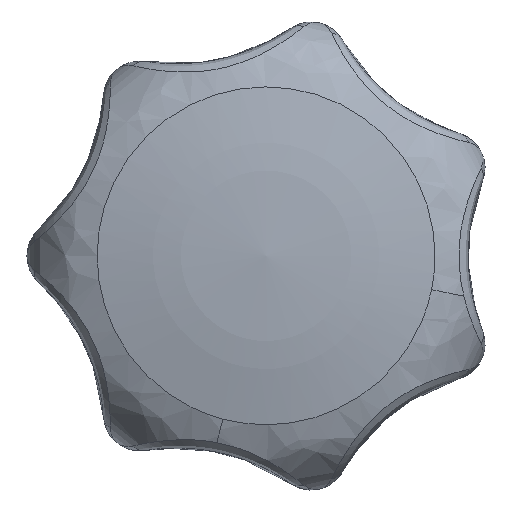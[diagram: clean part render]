
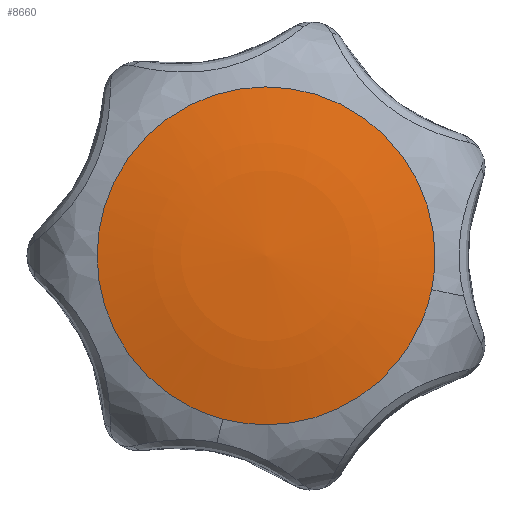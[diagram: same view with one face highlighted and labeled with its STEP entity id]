
A CAD part, top view. The second image highlights one B-rep face of the part: STEP entity #8660.
In plain terms, the highlighted free-form (B-spline) face has degree [2, 2] with [4, 4] control points.
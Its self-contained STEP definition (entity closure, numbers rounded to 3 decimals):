
#2218=CARTESIAN_POINT('',(-14.13,0.0,24.445));
#2219=VERTEX_POINT('',#2218);
#2220=CARTESIAN_POINT('',(-3.609,-13.662,24.445));
#2221=VERTEX_POINT('',#2220);
#2222=CARTESIAN_POINT('',(-14.13,0.0,24.445));
#2223=CARTESIAN_POINT('',(-14.13,-10.882,24.445));
#2224=CARTESIAN_POINT('',(-3.609,-13.662,24.445));
#2232=(BOUNDED_CURVE()B_SPLINE_CURVE(2,(#2222,#2223,#2224),.UNSPECIFIED.,.F.,.U.)B_SPLINE_CURVE_WITH_KNOTS((3,3),(0.0,0.206),.UNSPECIFIED.)CURVE()GEOMETRIC_REPRESENTATION_ITEM()RATIONAL_B_SPLINE_CURVE((1.0,0.758,0.916))REPRESENTATION_ITEM(''));
#2233=EDGE_CURVE('',#2219,#2221,#2232,.T.);
#2235=CARTESIAN_POINT('',(14.13,0.0,24.445));
#2236=VERTEX_POINT('',#2235);
#2237=CARTESIAN_POINT('',(14.13,0.0,24.445));
#2238=CARTESIAN_POINT('',(14.13,14.13,24.445));
#2239=CARTESIAN_POINT('',(0.0,14.13,24.445));
#2240=CARTESIAN_POINT('',(-14.13,14.13,24.445));
#2241=CARTESIAN_POINT('',(-14.13,0.0,24.445));
#2249=(BOUNDED_CURVE()B_SPLINE_CURVE(2,(#2237,#2238,#2239,#2240,#2241),.UNSPECIFIED.,.F.,.U.)B_SPLINE_CURVE_WITH_KNOTS((3,2,3),(0.5,0.75,1.0),.UNSPECIFIED.)CURVE()GEOMETRIC_REPRESENTATION_ITEM()RATIONAL_B_SPLINE_CURVE((1.0,0.707,1.0,0.707,1.0))REPRESENTATION_ITEM(''));
#2250=EDGE_CURVE('',#2236,#2219,#2249,.T.);
#2252=CARTESIAN_POINT('',(13.846,-2.822,24.445));
#2253=VERTEX_POINT('',#2252);
#2254=CARTESIAN_POINT('',(13.846,-2.822,24.445));
#2255=CARTESIAN_POINT('',(14.13,-1.425,24.445));
#2256=CARTESIAN_POINT('',(14.13,0.0,24.445));
#2264=(BOUNDED_CURVE()B_SPLINE_CURVE(2,(#2254,#2255,#2256),.UNSPECIFIED.,.F.,.U.)B_SPLINE_CURVE_WITH_KNOTS((3,3),(0.466,0.5),.UNSPECIFIED.)CURVE()GEOMETRIC_REPRESENTATION_ITEM()RATIONAL_B_SPLINE_CURVE((0.931,0.96,1.0))REPRESENTATION_ITEM(''));
#2265=EDGE_CURVE('',#2253,#2236,#2264,.T.);
#2870=CARTESIAN_POINT('',(-3.609,-13.662,24.445));
#2871=CARTESIAN_POINT('',(-1.835,-14.13,24.445));
#2872=CARTESIAN_POINT('',(0.0,-14.13,24.445));
#2873=CARTESIAN_POINT('',(11.541,-14.13,24.445));
#2874=CARTESIAN_POINT('',(13.846,-2.822,24.445));
#2882=(BOUNDED_CURVE()B_SPLINE_CURVE(2,(#2870,#2871,#2872,#2873,#2874),.UNSPECIFIED.,.F.,.U.)B_SPLINE_CURVE_WITH_KNOTS((3,2,3),(0.206,0.25,0.466),.UNSPECIFIED.)CURVE()GEOMETRIC_REPRESENTATION_ITEM()RATIONAL_B_SPLINE_CURVE((0.916,0.949,1.0,0.747,0.931))REPRESENTATION_ITEM(''));
#2883=EDGE_CURVE('',#2221,#2253,#2882,.T.);
#8630=CARTESIAN_POINT('',(-15.283,-15.281,22.302));
#8631=CARTESIAN_POINT('',(-7.752,-15.502,24.124));
#8632=CARTESIAN_POINT('',(7.752,-15.502,24.124));
#8633=CARTESIAN_POINT('',(15.283,-15.281,22.302));
#8634=CARTESIAN_POINT('',(-15.503,-7.751,24.124));
#8635=CARTESIAN_POINT('',(-7.865,-7.864,26.));
#8636=CARTESIAN_POINT('',(7.865,-7.864,26.));
#8637=CARTESIAN_POINT('',(15.503,-7.751,24.124));
#8638=CARTESIAN_POINT('',(-15.503,7.752,24.124));
#8639=CARTESIAN_POINT('',(-7.865,7.865,26.));
#8640=CARTESIAN_POINT('',(7.865,7.865,26.));
#8641=CARTESIAN_POINT('',(15.503,7.752,24.124));
#8642=CARTESIAN_POINT('',(-15.283,15.283,22.302));
#8643=CARTESIAN_POINT('',(-7.752,15.503,24.124));
#8644=CARTESIAN_POINT('',(7.752,15.503,24.124));
#8645=CARTESIAN_POINT('',(15.283,15.283,22.302));
#8653=(BOUNDED_SURFACE()B_SPLINE_SURFACE(2,2,((#8630,#8634,#8638,#8642),(#8631,#8635,#8639,#8643),(#8632,#8636,#8640,#8644),(#8633,#8637,#8641,#8645)),.UNSPECIFIED.,.F.,.F.,.U.)B_SPLINE_SURFACE_WITH_KNOTS((3,1,3),(3,1,3),(16.312,31.564,46.816),(16.314,31.564,46.816),.UNSPECIFIED.)GEOMETRIC_REPRESENTATION_ITEM()RATIONAL_B_SPLINE_SURFACE(((1.029,1.015,1.015,1.029),(1.015,1.0,1.0,1.015),(1.015,1.0,1.0,1.015),(1.029,1.015,1.015,1.029)))REPRESENTATION_ITEM('')SURFACE());
#8654=ORIENTED_EDGE('',*,*,#2233,.T.);
#8655=ORIENTED_EDGE('',*,*,#2883,.T.);
#8656=ORIENTED_EDGE('',*,*,#2265,.T.);
#8657=ORIENTED_EDGE('',*,*,#2250,.T.);
#8658=EDGE_LOOP('',(#8654,#8655,#8656,#8657));
#8659=FACE_OUTER_BOUND('',#8658,.T.);
#8660=ADVANCED_FACE('',(#8659),#8653,.T.);
